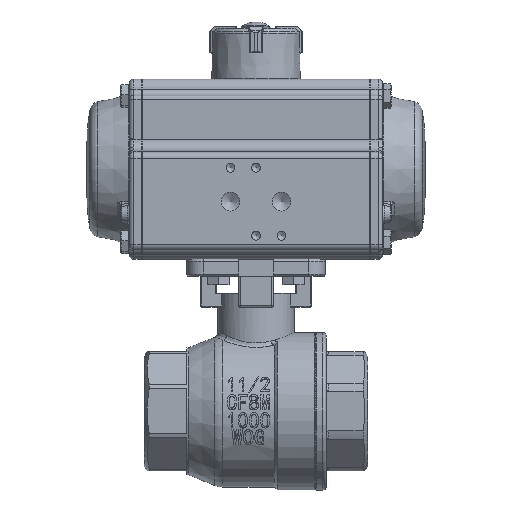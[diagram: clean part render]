
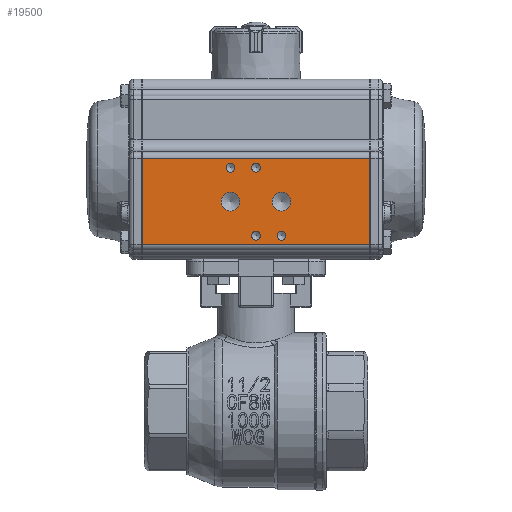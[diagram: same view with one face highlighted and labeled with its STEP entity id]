
A CAD part, top view. The second image highlights one B-rep face of the part: STEP entity #19500.
In plain terms, the highlighted face is planar.
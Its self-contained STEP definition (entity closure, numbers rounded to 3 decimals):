
#488=PLANE('',#21245);
#1434=LINE('',#71516,#2643);
#1448=LINE('',#71581,#2657);
#1485=LINE('',#71705,#2694);
#1486=LINE('',#71707,#2695);
#2643=VECTOR('',#24785,1000.);
#2657=VECTOR('',#24837,1000.);
#2694=VECTOR('',#24962,1000.);
#2695=VECTOR('',#24965,1000.);
#3928=CIRCLE('',#21067,4.4);
#3930=CIRCLE('',#21071,4.4);
#3932=CIRCLE('',#21075,2.1);
#3934=CIRCLE('',#21079,2.1);
#3936=CIRCLE('',#21083,2.1);
#3938=CIRCLE('',#21087,2.1);
#7992=ORIENTED_EDGE('',*,*,#12074,.T.);
#7993=ORIENTED_EDGE('',*,*,#12169,.F.);
#7994=ORIENTED_EDGE('',*,*,#12106,.F.);
#7995=ORIENTED_EDGE('',*,*,#12170,.T.);
#7996=ORIENTED_EDGE('',*,*,#11987,.F.);
#7997=ORIENTED_EDGE('',*,*,#11985,.F.);
#7998=ORIENTED_EDGE('',*,*,#11983,.F.);
#7999=ORIENTED_EDGE('',*,*,#11981,.F.);
#8000=ORIENTED_EDGE('',*,*,#11979,.F.);
#8001=ORIENTED_EDGE('',*,*,#11977,.F.);
#11977=EDGE_CURVE('',#14447,#14447,#3928,.T.);
#11979=EDGE_CURVE('',#14450,#14450,#3930,.T.);
#11981=EDGE_CURVE('',#14453,#14453,#3932,.T.);
#11983=EDGE_CURVE('',#14456,#14456,#3934,.T.);
#11985=EDGE_CURVE('',#14459,#14459,#3936,.T.);
#11987=EDGE_CURVE('',#14462,#14462,#3938,.T.);
#12074=EDGE_CURVE('',#14551,#14550,#1434,.T.);
#12106=EDGE_CURVE('',#14582,#14583,#1448,.T.);
#12169=EDGE_CURVE('',#14583,#14550,#1485,.T.);
#12170=EDGE_CURVE('',#14582,#14551,#1486,.T.);
#14447=VERTEX_POINT('',#71267);
#14450=VERTEX_POINT('',#71274);
#14453=VERTEX_POINT('',#71281);
#14456=VERTEX_POINT('',#71288);
#14459=VERTEX_POINT('',#71295);
#14462=VERTEX_POINT('',#71302);
#14550=VERTEX_POINT('',#71515);
#14551=VERTEX_POINT('',#71517);
#14582=VERTEX_POINT('',#71580);
#14583=VERTEX_POINT('',#71582);
#16686=EDGE_LOOP('',(#7992,#7993,#7994,#7995));
#16687=EDGE_LOOP('',(#7996));
#16688=EDGE_LOOP('',(#7997));
#16689=EDGE_LOOP('',(#7998));
#16690=EDGE_LOOP('',(#7999));
#16691=EDGE_LOOP('',(#8000));
#16692=EDGE_LOOP('',(#8001));
#18132=FACE_BOUND('',#16686,.T.);
#18133=FACE_BOUND('',#16687,.T.);
#18134=FACE_BOUND('',#16688,.T.);
#18135=FACE_BOUND('',#16689,.T.);
#18136=FACE_BOUND('',#16690,.T.);
#18137=FACE_BOUND('',#16691,.T.);
#18138=FACE_BOUND('',#16692,.T.);
#19500=ADVANCED_FACE('',(#18132,#18133,#18134,#18135,#18136,#18137,#18138),
#488,.F.);
#21067=AXIS2_PLACEMENT_3D('',#71266,#24524,#24525);
#21071=AXIS2_PLACEMENT_3D('',#71273,#24532,#24533);
#21075=AXIS2_PLACEMENT_3D('',#71280,#24540,#24541);
#21079=AXIS2_PLACEMENT_3D('',#71287,#24548,#24549);
#21083=AXIS2_PLACEMENT_3D('',#71294,#24556,#24557);
#21087=AXIS2_PLACEMENT_3D('',#71301,#24564,#24565);
#21245=AXIS2_PLACEMENT_3D('',#71706,#24963,#24964);
#24524=DIRECTION('',(-1.,0.,0.));
#24525=DIRECTION('',(0.,0.,1.));
#24532=DIRECTION('',(-1.,0.,0.));
#24533=DIRECTION('',(0.,0.,1.));
#24540=DIRECTION('',(-1.,0.,0.));
#24541=DIRECTION('',(0.,0.,1.));
#24548=DIRECTION('',(-1.,0.,0.));
#24549=DIRECTION('',(0.,0.,1.));
#24556=DIRECTION('',(-1.,0.,0.));
#24557=DIRECTION('',(0.,0.,1.));
#24564=DIRECTION('',(-1.,0.,0.));
#24565=DIRECTION('',(0.,0.,1.));
#24785=DIRECTION('',(0.,-1.,0.));
#24837=DIRECTION('',(0.,-1.,0.));
#24962=DIRECTION('',(0.,0.,-1.));
#24963=DIRECTION('',(1.,0.,0.));
#24964=DIRECTION('',(0.,1.,0.));
#24965=DIRECTION('',(0.,0.,-1.));
#71266=CARTESIAN_POINT('',(-46.55,-15.35,12.));
#71267=CARTESIAN_POINT('',(-46.55,-15.35,16.4));
#71273=CARTESIAN_POINT('',(-46.55,-15.35,-12.));
#71274=CARTESIAN_POINT('',(-46.55,-15.35,-7.6));
#71280=CARTESIAN_POINT('',(-46.55,-31.35,12.));
#71281=CARTESIAN_POINT('',(-46.55,-31.35,14.1));
#71287=CARTESIAN_POINT('',(-46.55,-31.35,0.));
#71288=CARTESIAN_POINT('',(-46.55,-31.35,2.1));
#71294=CARTESIAN_POINT('',(-46.55,0.65,0.));
#71295=CARTESIAN_POINT('',(-46.55,0.65,2.1));
#71301=CARTESIAN_POINT('',(-46.55,0.65,-12.));
#71302=CARTESIAN_POINT('',(-46.55,0.65,-9.9));
#71515=CARTESIAN_POINT('',(-46.55,-35.35,-53.5));
#71516=CARTESIAN_POINT('',(-46.55,5.107,-53.5));
#71517=CARTESIAN_POINT('',(-46.55,5.107,-53.5));
#71580=CARTESIAN_POINT('',(-46.55,5.107,53.5));
#71581=CARTESIAN_POINT('',(-46.55,5.107,53.5));
#71582=CARTESIAN_POINT('',(-46.55,-35.35,53.5));
#71705=CARTESIAN_POINT('',(-46.55,-35.35,53.5));
#71706=CARTESIAN_POINT('',(-46.55,5.107,53.5));
#71707=CARTESIAN_POINT('',(-46.55,5.107,53.5));
